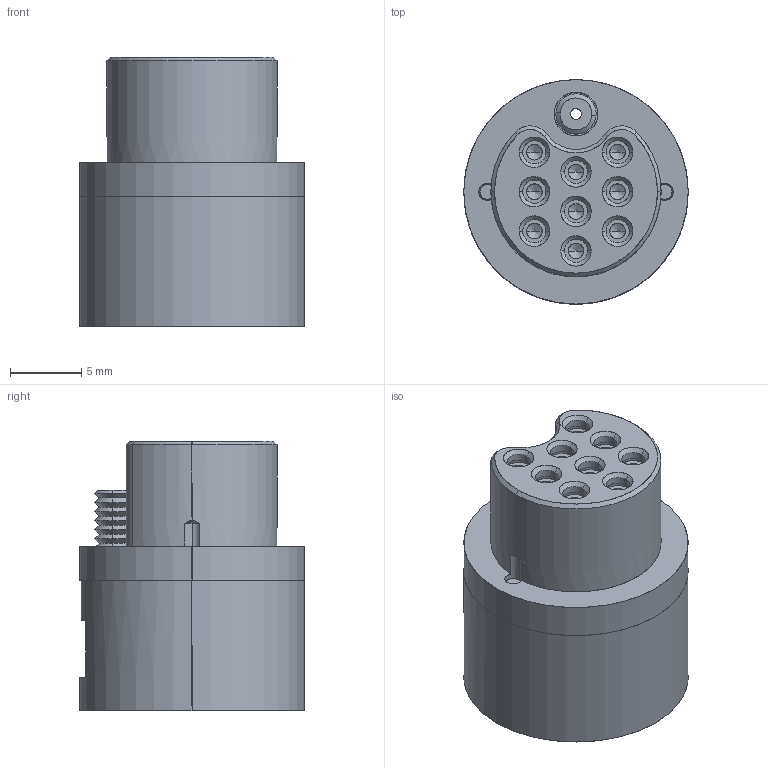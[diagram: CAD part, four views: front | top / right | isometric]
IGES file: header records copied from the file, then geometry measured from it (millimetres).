
Start section: SolidWorks IGES file using analytic representation for surfaces
Global section: file name: 24820-01-A.IGS; native system: SolidWorks 2016; preprocessor: SolidWorks 2016; author: lee sanders; date: 170626.103630; units: inch
Bounding box: 15.75 x 15.75 x 18.92 mm (x, y, z)
Surface area: 4223.8 mm2 (no closed solid volume)
Topology: 0 solids, 0 shells, 577 faces, 10679 edges, 10643 vertices
Faces by surface type: revolution 474, bspline 103
